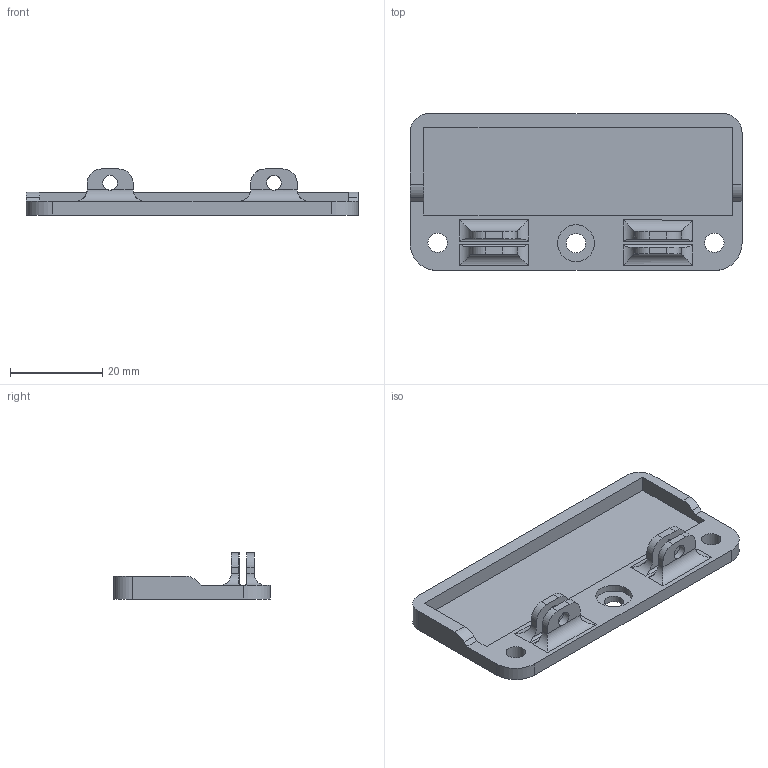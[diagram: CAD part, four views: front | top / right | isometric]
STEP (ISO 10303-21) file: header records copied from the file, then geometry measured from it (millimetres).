
FILE_DESCRIPTION(/* description */ ('STEP AP242','CAx-IF Rec.Pracs.---Representation and Presentation of Product Manufacturing Information (PMI)---4.0---2014-10-13','CAx-IF Rec.Pracs.---3D Tessellated Geometry---0.4---2014-09-14','2;1'),/* implementation_level */ '2;1');
FILE_NAME(/* name */ '685c5ab49b232715ede8730f',/* time_stamp */ '2025-06-25T20:23:17Z',/* author */ (''),/* organization */ (''),/* preprocessor_version */ 'ST-DEVELOPER v20',/* originating_system */ 'ONSHAPE BY PTC INC, 1.199',/* authorisation */ ' ');
FILE_SCHEMA (('AP242_MANAGED_MODEL_BASED_3D_ENGINEERING_MIM_LF { 1 0 10303 442 1 1 4 }'));
Length unit declared in the file: metre
Products named in the file (1): UWB_STAND_ANCHOR
Bounding box: 72 x 34 x 10 mm (x, y, z)
Volume: 6217.8 mm3; surface area: 6731.6 mm2
Topology: 1 solids, 1 shells, 73 faces, 202 edges, 132 vertices
Faces by surface type: cylinder 38, plane 35
Full cylindrical faces by diameter (mm): 3.2 x4, 4.2 x3, 8 x1
Entity records: 2318 total; most frequent: CARTESIAN_POINT 428, DIRECTION 386, ORIENTED_EDGE 380, EDGE_CURVE 190, AXIS2_PLACEMENT_3D 134, VERTEX_POINT 128, LINE 118, VECTOR 118
